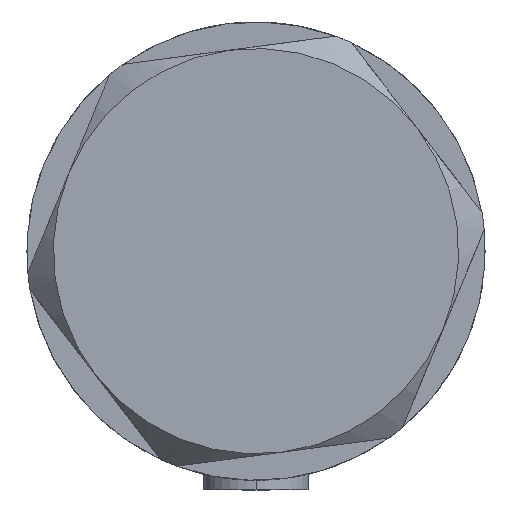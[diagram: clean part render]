
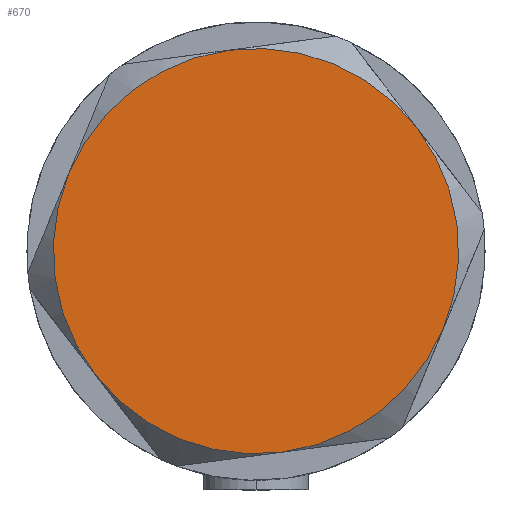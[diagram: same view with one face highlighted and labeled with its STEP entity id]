
A CAD part, left-side view. The second image highlights one B-rep face of the part: STEP entity #670.
In plain terms, the highlighted face is planar.
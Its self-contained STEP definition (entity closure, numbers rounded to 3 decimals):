
#102 = AXIS2_PLACEMENT_3D ( 'NONE', #809, #4907, #4491 ) ;
#192 = AXIS2_PLACEMENT_3D ( 'NONE', #715, #3787, #3847 ) ;
#467 = CARTESIAN_POINT ( 'NONE',  ( 0., 0., 9. ) ) ;
#515 = CIRCLE ( 'NONE', #192, 23. ) ;
#520 = AXIS2_PLACEMENT_3D ( 'NONE', #5057, #4636, #2289 ) ;
#538 = ORIENTED_EDGE ( 'NONE', *, *, #3015, .T. ) ;
#623 = DIRECTION ( 'NONE',  ( 1., 0., 0. ) ) ;
#665 = CARTESIAN_POINT ( 'NONE',  ( -11.5, 19.919, 9. ) ) ;
#670 = ADVANCED_FACE ( 'NONE', ( #1593 ), #2806, .T. ) ;
#715 = CARTESIAN_POINT ( 'NONE',  ( 0., 0., 9. ) ) ;
#809 = CARTESIAN_POINT ( 'NONE',  ( 0., 0., 9. ) ) ;
#1029 = DIRECTION ( 'NONE',  ( 0., 0., 1. ) ) ;
#1057 = DIRECTION ( 'NONE',  ( 0., 0., 1. ) ) ;
#1229 = EDGE_CURVE ( 'NONE', #2599, #2078, #515, .T. ) ;
#1433 = EDGE_CURVE ( 'NONE', #2078, #2895, #2354, .T. ) ;
#1575 = ORIENTED_EDGE ( 'NONE', *, *, #1229, .T. ) ;
#1593 = FACE_OUTER_BOUND ( 'NONE', #2719, .T. ) ;
#1737 = EDGE_CURVE ( 'NONE', #3547, #3258, #4225, .T. ) ;
#1971 = ORIENTED_EDGE ( 'NONE', *, *, #2587, .T. ) ;
#2000 = DIRECTION ( 'NONE',  ( 1., 0., 0. ) ) ;
#2078 = VERTEX_POINT ( 'NONE', #2178 ) ;
#2178 = CARTESIAN_POINT ( 'NONE',  ( 11.5, -19.919, 9. ) ) ;
#2223 = CARTESIAN_POINT ( 'NONE',  ( -11.5, -19.919, 9. ) ) ;
#2289 = DIRECTION ( 'NONE',  ( 1., 0., 0. ) ) ;
#2354 = CIRCLE ( 'NONE', #102, 23. ) ;
#2576 = DIRECTION ( 'NONE',  ( 1., 0., 0. ) ) ;
#2587 = EDGE_CURVE ( 'NONE', #2895, #3547, #3812, .T. ) ;
#2599 = VERTEX_POINT ( 'NONE', #2223 ) ;
#2719 = EDGE_LOOP ( 'NONE', ( #4990, #1971, #4609, #538, #5047, #1575 ) ) ;
#2763 = CARTESIAN_POINT ( 'NONE',  ( 23., 0., 9. ) ) ;
#2778 = AXIS2_PLACEMENT_3D ( 'NONE', #467, #3429, #2576 ) ;
#2806 = PLANE ( 'NONE',  #3876 ) ;
#2879 = AXIS2_PLACEMENT_3D ( 'NONE', #3734, #1057, #3854 ) ;
#2895 = VERTEX_POINT ( 'NONE', #2763 ) ;
#3015 = EDGE_CURVE ( 'NONE', #3258, #3917, #5166, .T. ) ;
#3200 = CARTESIAN_POINT ( 'NONE',  ( 0., 0., 9. ) ) ;
#3206 = EDGE_CURVE ( 'NONE', #3917, #2599, #4123, .T. ) ;
#3258 = VERTEX_POINT ( 'NONE', #665 ) ;
#3429 = DIRECTION ( 'NONE',  ( 0., 0., 1. ) ) ;
#3547 = VERTEX_POINT ( 'NONE', #5169 ) ;
#3734 = CARTESIAN_POINT ( 'NONE',  ( 0., 0., 9. ) ) ;
#3787 = DIRECTION ( 'NONE',  ( 0., 0., 1. ) ) ;
#3812 = CIRCLE ( 'NONE', #4826, 23. ) ;
#3847 = DIRECTION ( 'NONE',  ( 1., 0., 0. ) ) ;
#3854 = DIRECTION ( 'NONE',  ( 1., 0., 0. ) ) ;
#3876 = AXIS2_PLACEMENT_3D ( 'NONE', #3200, #4809, #2000 ) ;
#3917 = VERTEX_POINT ( 'NONE', #5048 ) ;
#4123 = CIRCLE ( 'NONE', #2778, 23. ) ;
#4225 = CIRCLE ( 'NONE', #520, 23. ) ;
#4491 = DIRECTION ( 'NONE',  ( 1., 0., 0. ) ) ;
#4609 = ORIENTED_EDGE ( 'NONE', *, *, #1737, .T. ) ;
#4636 = DIRECTION ( 'NONE',  ( 0., 0., 1. ) ) ;
#4651 = CARTESIAN_POINT ( 'NONE',  ( 0., 0., 9. ) ) ;
#4809 = DIRECTION ( 'NONE',  ( 0., 0., 1. ) ) ;
#4826 = AXIS2_PLACEMENT_3D ( 'NONE', #4651, #1029, #623 ) ;
#4907 = DIRECTION ( 'NONE',  ( 0., 0., 1. ) ) ;
#4990 = ORIENTED_EDGE ( 'NONE', *, *, #1433, .T. ) ;
#5047 = ORIENTED_EDGE ( 'NONE', *, *, #3206, .T. ) ;
#5048 = CARTESIAN_POINT ( 'NONE',  ( -23., 0., 9. ) ) ;
#5057 = CARTESIAN_POINT ( 'NONE',  ( 0., 0., 9. ) ) ;
#5166 = CIRCLE ( 'NONE', #2879, 23. ) ;
#5169 = CARTESIAN_POINT ( 'NONE',  ( 11.5, 19.919, 9. ) ) ;
